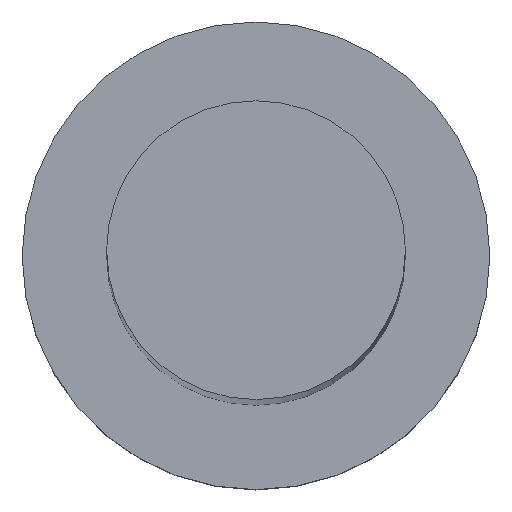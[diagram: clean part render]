
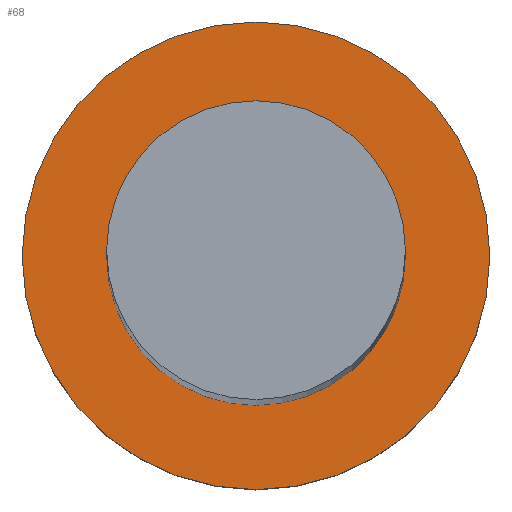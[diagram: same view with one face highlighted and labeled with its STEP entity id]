
A CAD part, top view. The second image highlights one B-rep face of the part: STEP entity #68.
In plain terms, the highlighted planar face has unit normal (0, 0, 1).
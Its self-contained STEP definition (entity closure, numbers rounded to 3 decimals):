
#9 = CARTESIAN_POINT ( 'NONE',  ( 0., 0., 7. ) ) ;
#21 = EDGE_CURVE ( 'NONE', #185, #140, #195, .T. ) ;
#25 = DIRECTION ( 'NONE',  ( 0., 0., 1. ) ) ;
#37 = AXIS2_PLACEMENT_3D ( 'NONE', #142, #243, #43 ) ;
#42 = EDGE_CURVE ( 'NONE', #140, #185, #61, .T. ) ;
#43 = DIRECTION ( 'NONE',  ( 1., 0., 0. ) ) ;
#51 = CARTESIAN_POINT ( 'NONE',  ( 9., 0., 7. ) ) ;
#52 = AXIS2_PLACEMENT_3D ( 'NONE', #210, #244, #95 ) ;
#61 = CIRCLE ( 'NONE', #37, 9. ) ;
#63 = EDGE_LOOP ( 'NONE', ( #240, #174 ) ) ;
#65 = ORIENTED_EDGE ( 'NONE', *, *, #169, .F. ) ;
#67 = VERTEX_POINT ( 'NONE', #128 ) ;
#68 = ADVANCED_FACE ( 'NONE', ( #204, #207 ), #69, .T. ) ;
#69 = PLANE ( 'NONE',  #162 ) ;
#89 = CARTESIAN_POINT ( 'NONE',  ( -5.75, 0., 7. ) ) ;
#95 = DIRECTION ( 'NONE',  ( 1., 0., 0. ) ) ;
#100 = CIRCLE ( 'NONE', #52, 5.75 ) ;
#102 = DIRECTION ( 'NONE',  ( 1., 0., 0. ) ) ;
#127 = AXIS2_PLACEMENT_3D ( 'NONE', #161, #184, #211 ) ;
#128 = CARTESIAN_POINT ( 'NONE',  ( 5.75, 0., 7. ) ) ;
#132 = CARTESIAN_POINT ( 'NONE',  ( -9., 0., 7. ) ) ;
#136 = CIRCLE ( 'NONE', #127, 5.75 ) ;
#140 = VERTEX_POINT ( 'NONE', #132 ) ;
#142 = CARTESIAN_POINT ( 'NONE',  ( 0., 0., 7. ) ) ;
#151 = VERTEX_POINT ( 'NONE', #89 ) ;
#154 = AXIS2_PLACEMENT_3D ( 'NONE', #9, #179, #160 ) ;
#155 = ORIENTED_EDGE ( 'NONE', *, *, #190, .F. ) ;
#160 = DIRECTION ( 'NONE',  ( 1., 0., 0. ) ) ;
#161 = CARTESIAN_POINT ( 'NONE',  ( 0., 0., 7. ) ) ;
#162 = AXIS2_PLACEMENT_3D ( 'NONE', #200, #25, #102 ) ;
#169 = EDGE_CURVE ( 'NONE', #151, #67, #136, .T. ) ;
#174 = ORIENTED_EDGE ( 'NONE', *, *, #21, .T. ) ;
#179 = DIRECTION ( 'NONE',  ( 0., 0., 1. ) ) ;
#184 = DIRECTION ( 'NONE',  ( 0., 0., 1. ) ) ;
#185 = VERTEX_POINT ( 'NONE', #51 ) ;
#190 = EDGE_CURVE ( 'NONE', #67, #151, #100, .T. ) ;
#195 = CIRCLE ( 'NONE', #154, 9. ) ;
#200 = CARTESIAN_POINT ( 'NONE',  ( 0., 0., 7. ) ) ;
#204 = FACE_BOUND ( 'NONE', #229, .T. ) ;
#207 = FACE_OUTER_BOUND ( 'NONE', #63, .T. ) ;
#210 = CARTESIAN_POINT ( 'NONE',  ( 0., 0., 7. ) ) ;
#211 = DIRECTION ( 'NONE',  ( 1., 0., 0. ) ) ;
#229 = EDGE_LOOP ( 'NONE', ( #65, #155 ) ) ;
#240 = ORIENTED_EDGE ( 'NONE', *, *, #42, .T. ) ;
#243 = DIRECTION ( 'NONE',  ( 0., 0., 1. ) ) ;
#244 = DIRECTION ( 'NONE',  ( 0., 0., 1. ) ) ;
